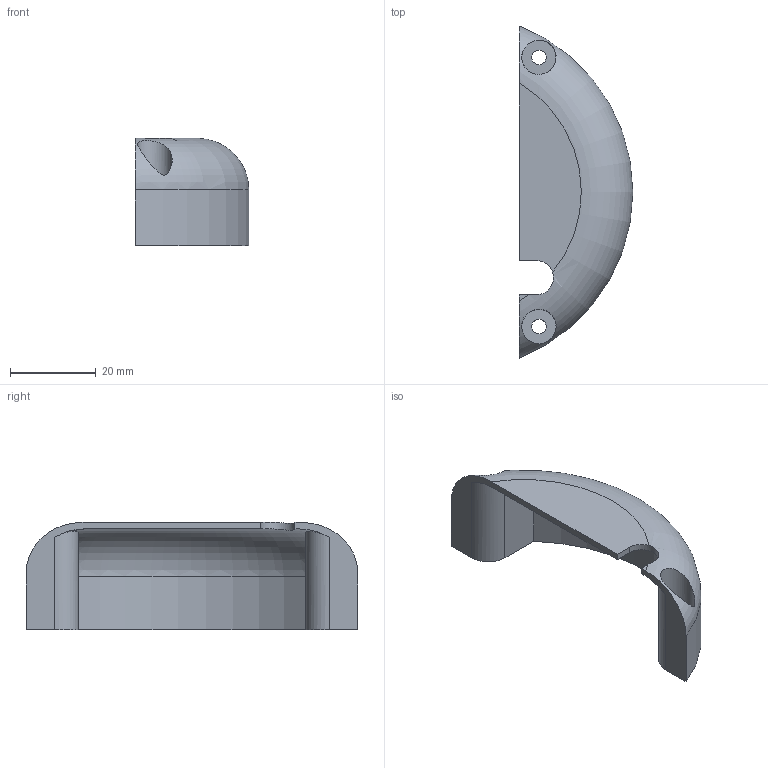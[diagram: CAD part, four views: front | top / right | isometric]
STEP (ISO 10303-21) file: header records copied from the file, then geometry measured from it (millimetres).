
FILE_DESCRIPTION(/* description */ (''),/* implementation_level */ '2;1');
FILE_NAME(/* name */ 'P504.step',/* time_stamp */ '2025-06-25T18:01:26+02:00',/* author */ (''),/* organization */ (''),/* preprocessor_version */ 'ST-DEVELOPER v20.1',/* originating_system */ 'Autodesk Translation Framework v14.10.0.0',/* authorisation */ '');
FILE_SCHEMA (('AUTOMOTIVE_DESIGN { 1 0 10303 214 3 1 1 }'));
Length unit declared in the file: millimetre
Products named in the file (1): P504
Bounding box: 26.49 x 77.38 x 25 mm (x, y, z)
Volume: 6692.5 mm3; surface area: 7850.8 mm2
Topology: 1 solids, 1 shells, 24 faces, 62 edges, 42 vertices
Faces by surface type: plane 13, cylinder 9, torus 2
Full cylindrical faces by diameter (mm): 3.4 x2, 8 x2
Entity records: 971 total; most frequent: CARTESIAN_POINT 351, ORIENTED_EDGE 124, DIRECTION 114, EDGE_CURVE 62, AXIS2_PLACEMENT_3D 43, VERTEX_POINT 42, EDGE_LOOP 30, LINE 28
